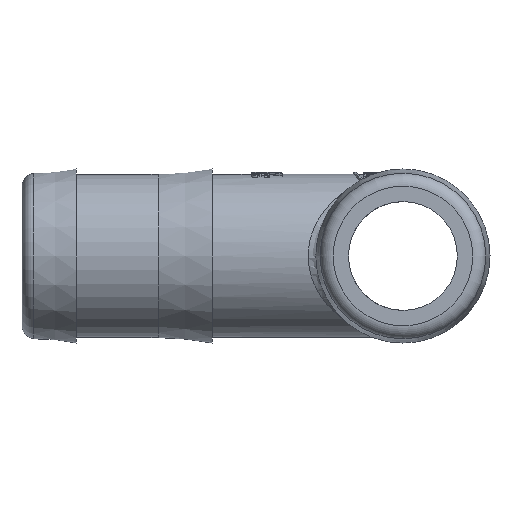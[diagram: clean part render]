
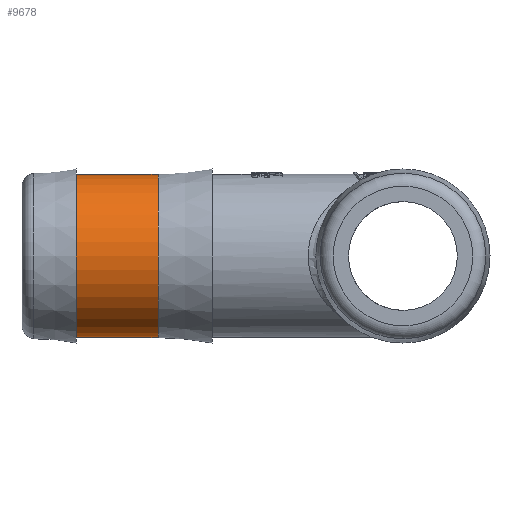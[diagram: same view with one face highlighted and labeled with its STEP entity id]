
A CAD part, left-side view. The second image highlights one B-rep face of the part: STEP entity #9678.
In plain terms, the highlighted cylindrical face has radius 9.525 mm (diameter 19.05 mm), a full revolution.
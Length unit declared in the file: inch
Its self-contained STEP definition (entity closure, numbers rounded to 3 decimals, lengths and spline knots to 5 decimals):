
#1357=CYLINDRICAL_SURFACE($,#10381,0.375);
#2468=FACE_BOUND($,#3601,.T.);
#3003=FACE_OUTER_BOUND($,#3600,.T.);
#3600=EDGE_LOOP($,(#9115));
#3601=EDGE_LOOP($,(#9116));
#3850=CIRCLE($,#10380,0.375);
#3851=CIRCLE($,#10382,0.375);
#4818=VERTEX_POINT($,#20850);
#4819=VERTEX_POINT($,#20853);
#6258=EDGE_CURVE($,#4818,#4818,#3850,.T.);
#6259=EDGE_CURVE($,#4819,#4819,#3851,.T.);
#9115=ORIENTED_EDGE($,*,*,#6259,.F.);
#9116=ORIENTED_EDGE($,*,*,#6258,.T.);
#9678=ADVANCED_FACE($,(#3003,#2468),#1357,.T.);
#10380=AXIS2_PLACEMENT_3D($,#20851,#12414,#12415);
#10381=AXIS2_PLACEMENT_3D($,#20852,#12416,#12417);
#10382=AXIS2_PLACEMENT_3D($,#20854,#12418,#12419);
#12414=DIRECTION('center_axis',(0.,-1.,0.));
#12415=DIRECTION('ref_axis',(1.,0.,0.));
#12416=DIRECTION('center_axis',(0.,-1.,0.));
#12417=DIRECTION('ref_axis',(1.,0.,0.));
#12418=DIRECTION('center_axis',(0.,-1.,0.));
#12419=DIRECTION('ref_axis',(1.,0.,0.));
#20850=CARTESIAN_POINT('',(0.375,1.5,0.));
#20851=CARTESIAN_POINT('Origin',(0.,1.5,0.));
#20852=CARTESIAN_POINT('Origin',(0.,1.3125,0.));
#20853=CARTESIAN_POINT('',(0.375,1.125,0.));
#20854=CARTESIAN_POINT('Origin',(0.,1.125,0.));
